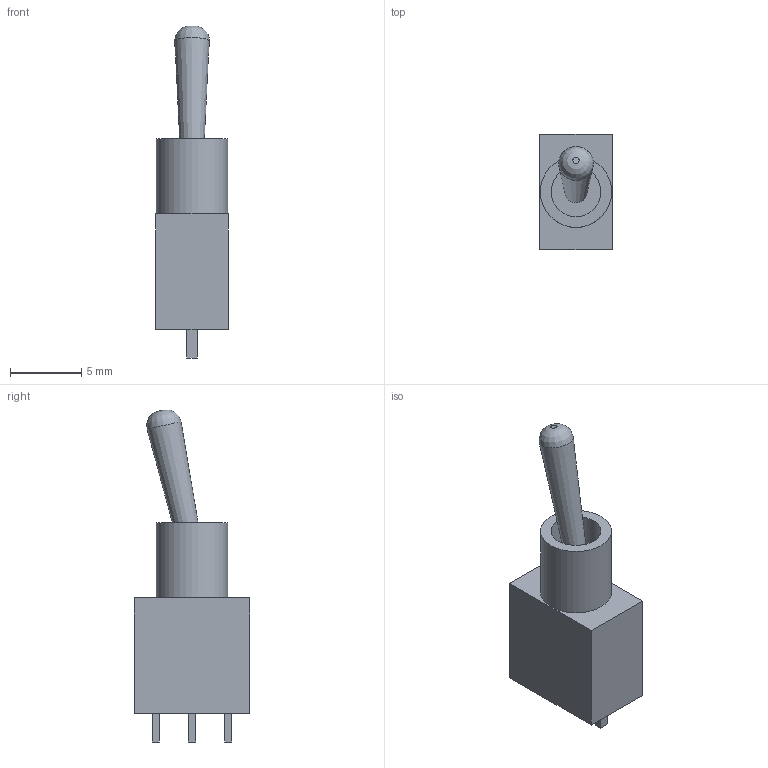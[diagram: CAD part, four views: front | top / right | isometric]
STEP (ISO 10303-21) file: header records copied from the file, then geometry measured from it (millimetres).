
FILE_DESCRIPTION(/* description */ (''),/* implementation_level */ '2;1');
FILE_NAME(/* name */ 'Switch v2.step',/* time_stamp */ '2023-08-30T15:56:55+02:00',/* author */ (''),/* organization */ (''),/* preprocessor_version */ 'ST-DEVELOPER v19.2',/* originating_system */ 'Autodesk Translation Framework v12.6.0.85',/* authorisation */ '');
FILE_SCHEMA (('AUTOMOTIVE_DESIGN { 1 0 10303 214 3 1 1 }'));
Length unit declared in the file: millimetre
Products named in the file (1): Switch
Bounding box: 5.08 x 8.13 x 23.32 mm (x, y, z)
Volume: 416.2 mm3; surface area: 530 mm2
Topology: 2 solids, 2 shells, 29 faces, 62 edges, 41 vertices
Faces by surface type: plane 24, cylinder 2, cone 2, bspline 1
Full cylindrical faces by diameter (mm): 3.5 x1, 5 x1
Entity records: 859 total; most frequent: CARTESIAN_POINT 176, DIRECTION 128, ORIENTED_EDGE 122, EDGE_CURVE 61, LINE 52, VECTOR 52, VERTEX_POINT 41, AXIS2_PLACEMENT_3D 38
